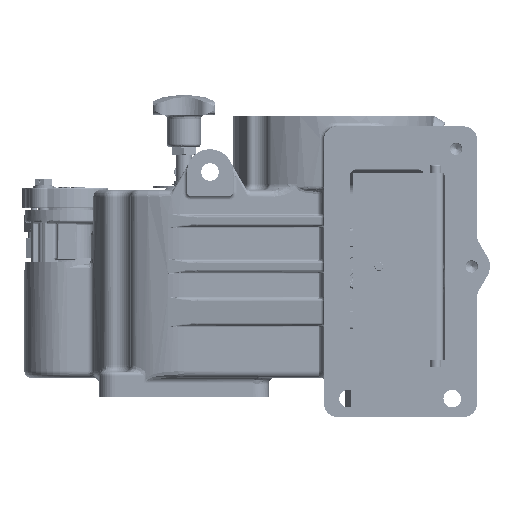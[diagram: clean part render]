
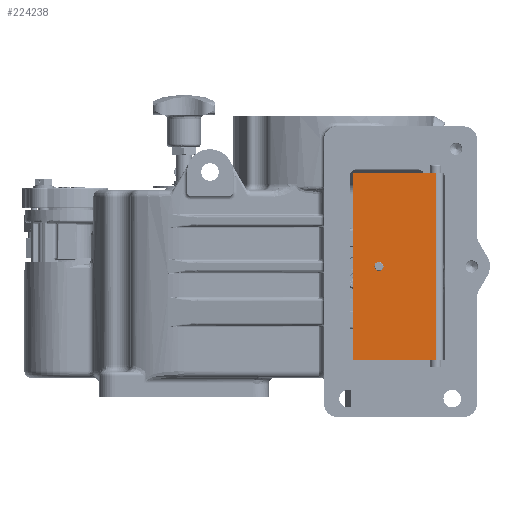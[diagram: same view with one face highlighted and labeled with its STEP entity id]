
A CAD part, front view. The second image highlights one B-rep face of the part: STEP entity #224238.
In plain terms, the highlighted planar face has unit normal (0, -1, 0).
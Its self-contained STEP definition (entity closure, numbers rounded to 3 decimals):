
#65532 = ORIENTED_EDGE ( 'NONE', *, *, #273790, .T. ) ;
#65535 = ORIENTED_EDGE ( 'NONE', *, *, #273770, .F. ) ;
#65536 = ORIENTED_EDGE ( 'NONE', *, *, #273792, .F. ) ;
#65539 = ORIENTED_EDGE ( 'NONE', *, *, #273777, .F. ) ;
#65542 = ORIENTED_EDGE ( 'NONE', *, *, #273788, .F. ) ;
#65545 = ORIENTED_EDGE ( 'NONE', *, *, #273766, .T. ) ;
#116564 = CARTESIAN_POINT ( 'NONE',  ( 14.75, -94.5, 71.5 ) ) ;
#116568 = DIRECTION ( 'NONE',  ( 0., 0., -1. ) ) ;
#116571 = CARTESIAN_POINT ( 'NONE',  ( 34.75, -94.5, 0. ) ) ;
#116584 = DIRECTION ( 'NONE',  ( 0., -1., 0. ) ) ;
#116587 = DIRECTION ( 'NONE',  ( -1., 0., 0. ) ) ;
#116603 = CARTESIAN_POINT ( 'NONE',  ( 34.75, -94.5, 0. ) ) ;
#116620 = DIRECTION ( 'NONE',  ( 0., -1., 0. ) ) ;
#116623 = DIRECTION ( 'NONE',  ( -1., 0., 0. ) ) ;
#116663 = CARTESIAN_POINT ( 'NONE',  ( 78.25, -94.5, 71.5 ) ) ;
#116672 = CARTESIAN_POINT ( 'NONE',  ( 78.25, -94.5, -71.5 ) ) ;
#116679 = DIRECTION ( 'NONE',  ( 0., 0., -1. ) ) ;
#116686 = DIRECTION ( 'NONE',  ( 1., 0., 0. ) ) ;
#116692 = CARTESIAN_POINT ( 'NONE',  ( 78.25, -94.5, 71.5 ) ) ;
#116695 = DIRECTION ( 'NONE',  ( 1., 0., 0. ) ) ;
#147442 = VECTOR ( 'NONE', #116568, 1000. ) ;
#147450 = LINE ( 'NONE', #116564, #147442 ) ;
#147459 = CIRCLE ( 'NONE', #226107, 2.3 ) ;
#147463 = LINE ( 'NONE', #116663, #147472 ) ;
#147464 = CIRCLE ( 'NONE', #226093, 2.3 ) ;
#147468 = LINE ( 'NONE', #116672, #147474 ) ;
#147472 = VECTOR ( 'NONE', #116679, 1000. ) ;
#147474 = VECTOR ( 'NONE', #116686, 1000. ) ;
#147476 = LINE ( 'NONE', #116692, #147477 ) ;
#147477 = VECTOR ( 'NONE', #116695, 1000. ) ;
#192302 = VERTEX_POINT ( 'NONE', #223056 ) ;
#192306 = VERTEX_POINT ( 'NONE', #223064 ) ;
#192425 = VERTEX_POINT ( 'NONE', #213827 ) ;
#192426 = VERTEX_POINT ( 'NONE', #213828 ) ;
#192428 = VERTEX_POINT ( 'NONE', #213830 ) ;
#192429 = VERTEX_POINT ( 'NONE', #213831 ) ;
#200967 = CARTESIAN_POINT ( 'NONE',  ( 78.25, -94.5, 71.5 ) ) ;
#200968 = PLANE ( 'NONE',  #252893 ) ;
#200976 = DIRECTION ( 'NONE',  ( 0., 1., 0. ) ) ;
#200977 = DIRECTION ( 'NONE',  ( -1., 0., 0. ) ) ;
#213827 = CARTESIAN_POINT ( 'NONE',  ( 78.25, -94.5, -71.5 ) ) ;
#213828 = CARTESIAN_POINT ( 'NONE',  ( 14.75, -94.5, -71.5 ) ) ;
#213830 = CARTESIAN_POINT ( 'NONE',  ( 78.25, -94.5, 71.5 ) ) ;
#213831 = CARTESIAN_POINT ( 'NONE',  ( 14.75, -94.5, 71.5 ) ) ;
#223056 = CARTESIAN_POINT ( 'NONE',  ( 32.45, -94.5, 0. ) ) ;
#223064 = CARTESIAN_POINT ( 'NONE',  ( 37.05, -94.5, 0. ) ) ;
#224238 = ADVANCED_FACE ( 'NONE', ( #278011, #278088 ), #200968, .F. ) ;
#226093 = AXIS2_PLACEMENT_3D ( 'NONE', #116603, #116620, #116623 ) ;
#226107 = AXIS2_PLACEMENT_3D ( 'NONE', #116571, #116584, #116587 ) ;
#244391 = EDGE_LOOP ( 'NONE', ( #65535, #65539 ) ) ;
#244412 = EDGE_LOOP ( 'NONE', ( #65532, #65542, #65536, #65545 ) ) ;
#252893 = AXIS2_PLACEMENT_3D ( 'NONE', #200967, #200976, #200977 ) ;
#273766 = EDGE_CURVE ( 'NONE', #192429, #192426, #147450, .T. ) ;
#273770 = EDGE_CURVE ( 'NONE', #192302, #192306, #147459, .T. ) ;
#273777 = EDGE_CURVE ( 'NONE', #192306, #192302, #147464, .T. ) ;
#273788 = EDGE_CURVE ( 'NONE', #192428, #192425, #147463, .T. ) ;
#273790 = EDGE_CURVE ( 'NONE', #192426, #192425, #147468, .T. ) ;
#273792 = EDGE_CURVE ( 'NONE', #192429, #192428, #147476, .T. ) ;
#278011 = FACE_BOUND ( 'NONE', #244391, .T. ) ;
#278088 = FACE_OUTER_BOUND ( 'NONE', #244412, .T. ) ;
